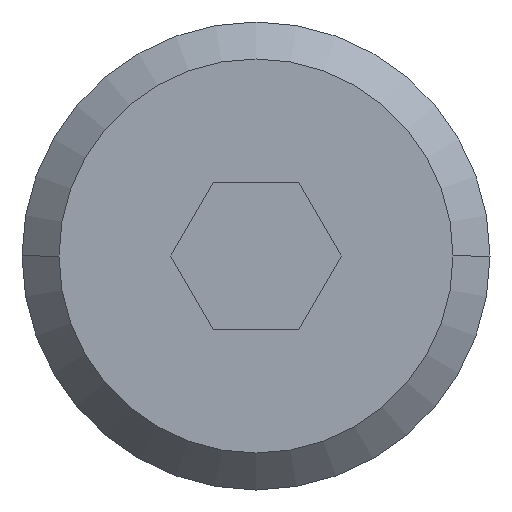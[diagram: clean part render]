
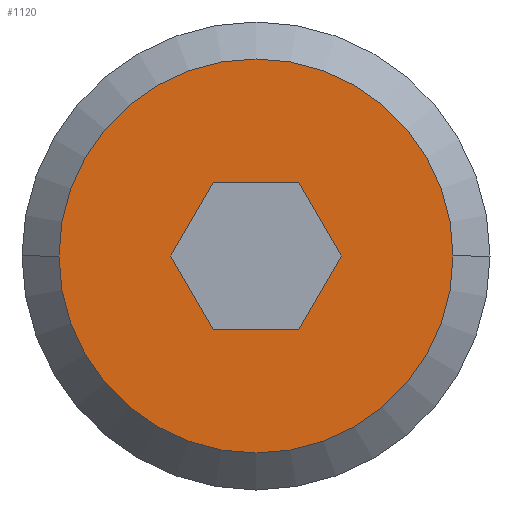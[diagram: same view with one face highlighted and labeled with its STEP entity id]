
A CAD part, left-side view. The second image highlights one B-rep face of the part: STEP entity #1120.
In plain terms, the highlighted planar face has unit normal (-1, 0, 0).
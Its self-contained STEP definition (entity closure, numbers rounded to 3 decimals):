
#8 = VECTOR ( 'NONE', #2865, 1000. ) ;
#29 = DIRECTION ( 'NONE',  ( 0., -1., 0. ) ) ;
#145 = ORIENTED_EDGE ( 'NONE', *, *, #2945, .F. ) ;
#206 = AXIS2_PLACEMENT_3D ( 'NONE', #1390, #3930, #1751 ) ;
#212 = EDGE_LOOP ( 'NONE', ( #145, #4113, #2385, #1857, #4599, #2498 ) ) ;
#291 = CIRCLE ( 'NONE', #2819, 4. ) ;
#360 = CARTESIAN_POINT ( 'NONE',  ( 0., -4., 0. ) ) ;
#436 = EDGE_LOOP ( 'NONE', ( #2760, #2704 ) ) ;
#451 = VERTEX_POINT ( 'NONE', #4030 ) ;
#544 = PLANE ( 'NONE',  #4337 ) ;
#647 = EDGE_CURVE ( 'NONE', #2234, #451, #747, .T. ) ;
#711 = DIRECTION ( 'NONE',  ( 0., 1., 0. ) ) ;
#747 = LINE ( 'NONE', #1508, #4447 ) ;
#923 = CARTESIAN_POINT ( 'NONE',  ( 0., -1.732, 0. ) ) ;
#927 = VERTEX_POINT ( 'NONE', #3066 ) ;
#1120 = ADVANCED_FACE ( 'NONE', ( #1383, #4002 ), #544, .F. ) ;
#1137 = LINE ( 'NONE', #4482, #2951 ) ;
#1293 = DIRECTION ( 'NONE',  ( 1., 0., 0. ) ) ;
#1383 = FACE_OUTER_BOUND ( 'NONE', #436, .T. ) ;
#1390 = CARTESIAN_POINT ( 'NONE',  ( 0., 0., 0. ) ) ;
#1508 = CARTESIAN_POINT ( 'NONE',  ( 0., -0.866, -1.5 ) ) ;
#1631 = CARTESIAN_POINT ( 'NONE',  ( 0., 4.75, 0. ) ) ;
#1745 = VERTEX_POINT ( 'NONE', #360 ) ;
#1751 = DIRECTION ( 'NONE',  ( 0., 1., 0. ) ) ;
#1773 = CARTESIAN_POINT ( 'NONE',  ( 0., 1.732, 0. ) ) ;
#1833 = VECTOR ( 'NONE', #711, 1000. ) ;
#1857 = ORIENTED_EDGE ( 'NONE', *, *, #1874, .F. ) ;
#1859 = CARTESIAN_POINT ( 'NONE',  ( 0., 0., 0. ) ) ;
#1874 = EDGE_CURVE ( 'NONE', #4268, #2234, #4151, .T. ) ;
#1902 = DIRECTION ( 'NONE',  ( 0., -0.5, 0.866 ) ) ;
#1938 = LINE ( 'NONE', #4582, #8 ) ;
#1965 = EDGE_CURVE ( 'NONE', #2527, #1745, #291, .T. ) ;
#1997 = DIRECTION ( 'NONE',  ( 0., 0.5, -0.866 ) ) ;
#2198 = CARTESIAN_POINT ( 'NONE',  ( 0., 0.866, -1.5 ) ) ;
#2211 = DIRECTION ( 'NONE',  ( 0., 1., 0. ) ) ;
#2231 = CARTESIAN_POINT ( 'NONE',  ( 0., -0.866, 1.5 ) ) ;
#2234 = VERTEX_POINT ( 'NONE', #4156 ) ;
#2385 = ORIENTED_EDGE ( 'NONE', *, *, #647, .F. ) ;
#2413 = CARTESIAN_POINT ( 'NONE',  ( 0., 0.866, -1.5 ) ) ;
#2498 = ORIENTED_EDGE ( 'NONE', *, *, #4065, .F. ) ;
#2527 = VERTEX_POINT ( 'NONE', #4484 ) ;
#2704 = ORIENTED_EDGE ( 'NONE', *, *, #4382, .T. ) ;
#2760 = ORIENTED_EDGE ( 'NONE', *, *, #1965, .T. ) ;
#2819 = AXIS2_PLACEMENT_3D ( 'NONE', #1859, #4357, #2211 ) ;
#2850 = EDGE_CURVE ( 'NONE', #3097, #4268, #1938, .T. ) ;
#2865 = DIRECTION ( 'NONE',  ( 0., -0.5, -0.866 ) ) ;
#2896 = CARTESIAN_POINT ( 'NONE',  ( 0., -0.866, 1.5 ) ) ;
#2945 = EDGE_CURVE ( 'NONE', #3548, #927, #3767, .T. ) ;
#2951 = VECTOR ( 'NONE', #1997, 1000. ) ;
#3066 = CARTESIAN_POINT ( 'NONE',  ( 0., 0.866, 1.5 ) ) ;
#3096 = DIRECTION ( 'NONE',  ( 0., 0.5, 0.866 ) ) ;
#3097 = VERTEX_POINT ( 'NONE', #1773 ) ;
#3189 = VECTOR ( 'NONE', #29, 1000. ) ;
#3548 = VERTEX_POINT ( 'NONE', #2231 ) ;
#3767 = LINE ( 'NONE', #2896, #1833 ) ;
#3809 = VECTOR ( 'NONE', #3096, 1000. ) ;
#3834 = DIRECTION ( 'NONE',  ( 0., 1., 0. ) ) ;
#3922 = LINE ( 'NONE', #923, #3809 ) ;
#3930 = DIRECTION ( 'NONE',  ( -1., 0., 0. ) ) ;
#4002 = FACE_BOUND ( 'NONE', #212, .T. ) ;
#4030 = CARTESIAN_POINT ( 'NONE',  ( 0., -1.732, 0. ) ) ;
#4065 = EDGE_CURVE ( 'NONE', #927, #3097, #1137, .T. ) ;
#4113 = ORIENTED_EDGE ( 'NONE', *, *, #4147, .F. ) ;
#4147 = EDGE_CURVE ( 'NONE', #451, #3548, #3922, .T. ) ;
#4151 = LINE ( 'NONE', #2198, #3189 ) ;
#4156 = CARTESIAN_POINT ( 'NONE',  ( 0., -0.866, -1.5 ) ) ;
#4268 = VERTEX_POINT ( 'NONE', #2413 ) ;
#4337 = AXIS2_PLACEMENT_3D ( 'NONE', #1631, #1293, #3834 ) ;
#4357 = DIRECTION ( 'NONE',  ( -1., 0., 0. ) ) ;
#4378 = CIRCLE ( 'NONE', #206, 4. ) ;
#4382 = EDGE_CURVE ( 'NONE', #1745, #2527, #4378, .T. ) ;
#4447 = VECTOR ( 'NONE', #1902, 1000. ) ;
#4482 = CARTESIAN_POINT ( 'NONE',  ( 0., 0.866, 1.5 ) ) ;
#4484 = CARTESIAN_POINT ( 'NONE',  ( 0., 4., 0. ) ) ;
#4582 = CARTESIAN_POINT ( 'NONE',  ( 0., 1.732, 0. ) ) ;
#4599 = ORIENTED_EDGE ( 'NONE', *, *, #2850, .F. ) ;
